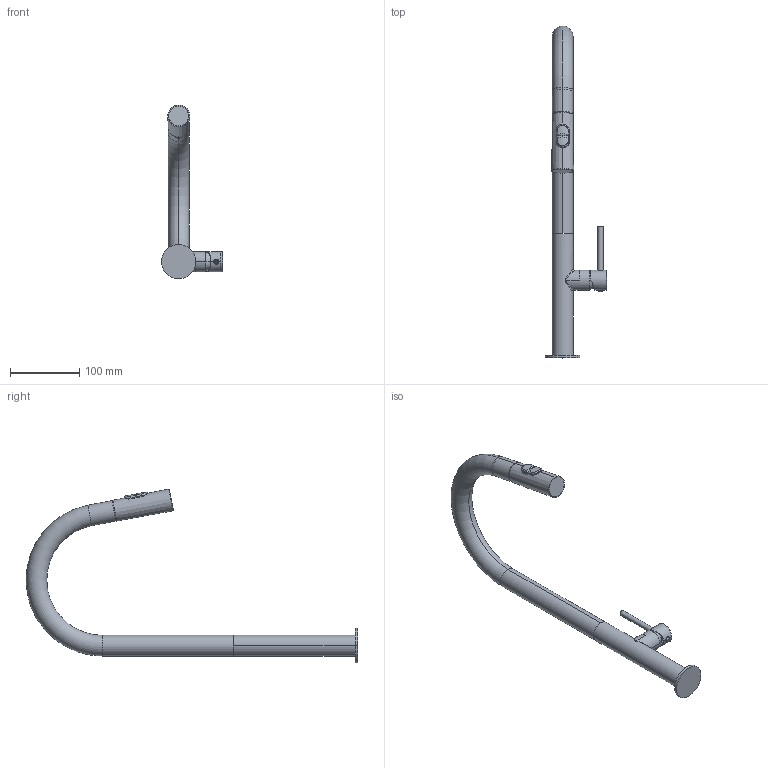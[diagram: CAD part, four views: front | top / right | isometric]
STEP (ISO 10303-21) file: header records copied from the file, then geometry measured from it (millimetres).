
FILE_DESCRIPTION((''),'2;1');
FILE_NAME('CH185CR','2021-04-12T16:27:12',('ut3'),('PAFFONI SpA'),'CREO PARAMETRIC BY PTC INC, 2020044','CREO PARAMETRIC BY PTC INC, 2020044','');
FILE_SCHEMA(('CONFIG_CONTROL_DESIGN','SHAPE_APPEARANCE_LAYERS_GROUPS'));
Length unit declared in the file: millimetre
Products named in the file (1): CH185CR
Bounding box: 88.53 x 480.2 x 251.56 mm (x, y, z)
Volume: 255375.7 mm3; surface area: 151243.6 mm2
Topology: 4 solids, 4 shells, 611 faces, 1656 edges, 1065 vertices
Faces by surface type: plane 253, cylinder 175, cone 69, bspline 61, torus 35, extrusion 14, sphere 4
Entity records: 31881 total; most frequent: CARTESIAN_POINT 15355, ORIENTED_EDGE 3292, DIRECTION 2747, EDGE_CURVE 1646, VERTEX_POINT 1065, AXIS2_PLACEMENT_3D 995, VECTOR 757, LINE 743
